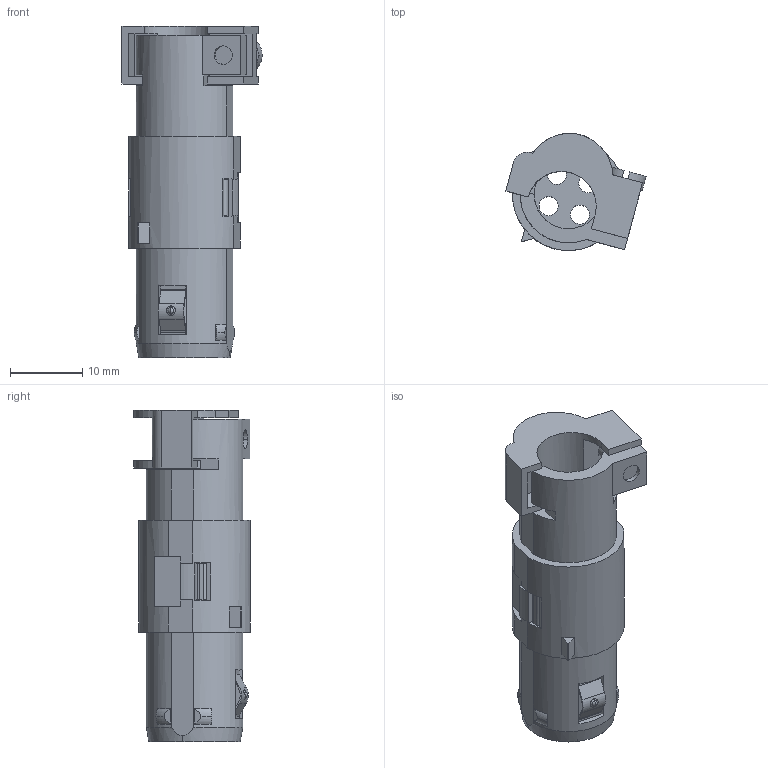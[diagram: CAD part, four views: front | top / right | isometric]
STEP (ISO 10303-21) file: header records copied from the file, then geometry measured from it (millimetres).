
FILE_DESCRIPTION(('CATIA V5 STEP Exchange','CAx-IF Rec.Pracs.--- Model Styling and Organization---1.4--- 2014-01-23'),'2;1');
FILE_NAME ('1255395-1_0', '2020-12-21T10:55:53+00:00', ('none'), ('Weidmueller'), 'CATIA Version 5-6 Release 2016 SP3 HF44', 'CATIA V5 STEP AP214', 'none');
FILE_SCHEMA(('AUTOMOTIVE_DESIGN { 1 0 10303 214 1 1 1 1 }'));
Length unit declared in the file: millimetre
Products named in the file (1): 2748580000
Bounding box: 19.44 x 16.21 x 45.95 mm (x, y, z)
Volume: 5181.7 mm3; surface area: 6588.9 mm2
Topology: 2 solids, 2 shells, 298 faces, 830 edges, 555 vertices
Faces by surface type: plane 163, cylinder 67, extrusion 40, cone 12, torus 8, bspline 8
Entity records: 10864 total; most frequent: CARTESIAN_POINT 3535, ORIENTED_EDGE 1652, DIRECTION 1188, EDGE_CURVE 826, VERTEX_POINT 555, VECTOR 536, LINE 496, AXIS2_PLACEMENT_3D 412
